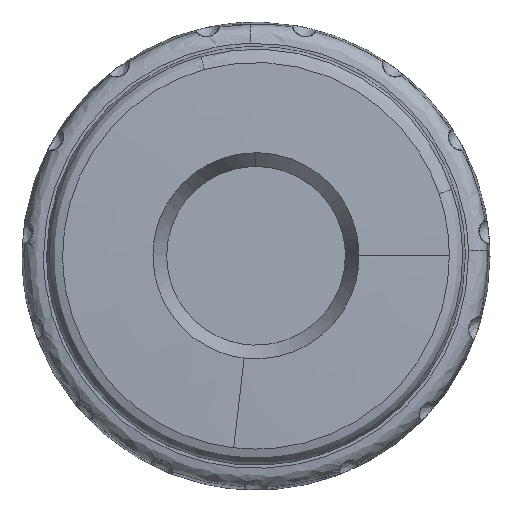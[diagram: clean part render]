
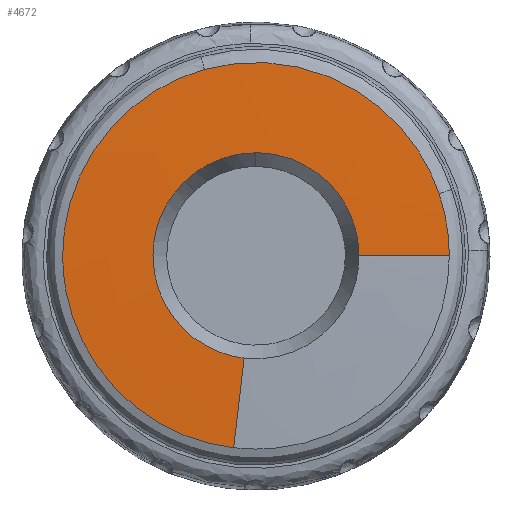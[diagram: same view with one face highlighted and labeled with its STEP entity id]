
A CAD part, top view. The second image highlights one B-rep face of the part: STEP entity #4672.
In plain terms, the highlighted free-form (B-spline) face has degree [2, 2] with [3, 7] control points.
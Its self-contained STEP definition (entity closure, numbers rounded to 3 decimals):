
#730=CARTESIAN_POINT('',(-4.853,5.096,17.938));
#731=VERTEX_POINT('',#730);
#737=CARTESIAN_POINT('',(-7.037,0.0,17.938));
#738=VERTEX_POINT('',#737);
#739=CARTESIAN_POINT('',(-4.853,5.096,17.938));
#740=CARTESIAN_POINT('',(-7.037,3.016,17.938));
#741=CARTESIAN_POINT('',(-7.037,0.0,17.938));
#749=(BOUNDED_CURVE()B_SPLINE_CURVE(2,(#739,#740,#741),.UNSPECIFIED.,.F.,.U.)B_SPLINE_CURVE_WITH_KNOTS((3,3),(0.871,1.0),.UNSPECIFIED.)CURVE()GEOMETRIC_REPRESENTATION_ITEM()RATIONAL_B_SPLINE_CURVE((0.854,0.849,1.0))REPRESENTATION_ITEM(''));
#750=EDGE_CURVE('',#731,#738,#749,.T.);
#752=CARTESIAN_POINT('',(-0.813,-6.99,17.938));
#753=VERTEX_POINT('',#752);
#754=CARTESIAN_POINT('',(-7.037,0.0,17.938));
#755=CARTESIAN_POINT('',(-7.037,-6.266,17.938));
#756=CARTESIAN_POINT('',(-0.813,-6.99,17.938));
#764=(BOUNDED_CURVE()B_SPLINE_CURVE(2,(#754,#755,#756),.UNSPECIFIED.,.F.,.U.)B_SPLINE_CURVE_WITH_KNOTS((3,3),(0.0,0.23),.UNSPECIFIED.)CURVE()GEOMETRIC_REPRESENTATION_ITEM()RATIONAL_B_SPLINE_CURVE((1.0,0.731,0.957))REPRESENTATION_ITEM(''));
#765=EDGE_CURVE('',#738,#753,#764,.T.);
#767=CARTESIAN_POINT('',(7.037,0.0,17.938));
#768=VERTEX_POINT('',#767);
#784=CARTESIAN_POINT('',(-0.061,7.037,17.938));
#785=VERTEX_POINT('',#784);
#786=CARTESIAN_POINT('',(7.037,0.0,17.938));
#787=CARTESIAN_POINT('',(7.037,7.037,17.938));
#788=CARTESIAN_POINT('',(0.,7.037,17.938));
#789=CARTESIAN_POINT('',(-0.031,7.037,17.938));
#790=CARTESIAN_POINT('',(-0.061,7.037,17.938));
#798=(BOUNDED_CURVE()B_SPLINE_CURVE(2,(#786,#787,#788,#789,#790),.UNSPECIFIED.,.F.,.U.)B_SPLINE_CURVE_WITH_KNOTS((3,2,3),(0.5,0.75,0.752),.UNSPECIFIED.)CURVE()GEOMETRIC_REPRESENTATION_ITEM()RATIONAL_B_SPLINE_CURVE((1.0,0.707,1.0,0.998,0.996))REPRESENTATION_ITEM(''));
#799=EDGE_CURVE('',#768,#785,#798,.T.);
#871=CARTESIAN_POINT('',(-0.061,7.037,17.938));
#872=CARTESIAN_POINT('',(-2.84,7.012,17.938));
#873=CARTESIAN_POINT('',(-4.853,5.096,17.938));
#881=(BOUNDED_CURVE()B_SPLINE_CURVE(2,(#871,#872,#873),.UNSPECIFIED.,.F.,.U.)B_SPLINE_CURVE_WITH_KNOTS((3,3),(0.752,0.871),.UNSPECIFIED.)CURVE()GEOMETRIC_REPRESENTATION_ITEM()RATIONAL_B_SPLINE_CURVE((0.996,0.858,0.854))REPRESENTATION_ITEM(''));
#882=EDGE_CURVE('',#785,#731,#881,.T.);
#3496=CARTESIAN_POINT('',(-3.515,12.726,17.782));
#3497=VERTEX_POINT('',#3496);
#3511=CARTESIAN_POINT('',(12.504,4.237,17.782));
#3512=VERTEX_POINT('',#3511);
#3513=CARTESIAN_POINT('',(-3.515,12.726,17.782));
#3514=CARTESIAN_POINT('',(-1.79,13.202,17.782));
#3515=CARTESIAN_POINT('',(0.0,13.202,17.782));
#3516=CARTESIAN_POINT('',(9.466,13.202,17.782));
#3517=CARTESIAN_POINT('',(12.504,4.237,17.782));
#3525=(BOUNDED_CURVE()B_SPLINE_CURVE(2,(#3513,#3514,#3515,#3516,#3517),.UNSPECIFIED.,.F.,.U.)B_SPLINE_CURVE_WITH_KNOTS((3,2,3),(0.205,0.25,0.445),.UNSPECIFIED.)CURVE()GEOMETRIC_REPRESENTATION_ITEM()RATIONAL_B_SPLINE_CURVE((0.913,0.947,1.0,0.771,0.9))REPRESENTATION_ITEM(''));
#3526=EDGE_CURVE('',#3497,#3512,#3525,.T.);
#3585=CARTESIAN_POINT('',(13.202,0.0,17.782));
#3586=VERTEX_POINT('',#3585);
#3587=CARTESIAN_POINT('',(12.504,4.237,17.782));
#3588=CARTESIAN_POINT('',(13.202,2.176,17.782));
#3589=CARTESIAN_POINT('',(13.202,0.0,17.782));
#3597=(BOUNDED_CURVE()B_SPLINE_CURVE(2,(#3587,#3588,#3589),.UNSPECIFIED.,.F.,.U.)B_SPLINE_CURVE_WITH_KNOTS((3,3),(0.445,0.5),.UNSPECIFIED.)CURVE()GEOMETRIC_REPRESENTATION_ITEM()RATIONAL_B_SPLINE_CURVE((0.9,0.936,1.0))REPRESENTATION_ITEM(''));
#3598=EDGE_CURVE('',#3512,#3586,#3597,.T.);
#3600=CARTESIAN_POINT('',(-1.524,-13.114,17.782));
#3601=VERTEX_POINT('',#3600);
#3617=CARTESIAN_POINT('',(-13.202,0.0,17.782));
#3618=VERTEX_POINT('',#3617);
#3619=CARTESIAN_POINT('',(-1.524,-13.114,17.782));
#3620=CARTESIAN_POINT('',(-13.202,-11.757,17.782));
#3621=CARTESIAN_POINT('',(-13.202,0.0,17.782));
#3629=(BOUNDED_CURVE()B_SPLINE_CURVE(2,(#3619,#3620,#3621),.UNSPECIFIED.,.F.,.U.)B_SPLINE_CURVE_WITH_KNOTS((3,3),(0.77,1.0),.UNSPECIFIED.)CURVE()GEOMETRIC_REPRESENTATION_ITEM()RATIONAL_B_SPLINE_CURVE((0.957,0.731,1.0))REPRESENTATION_ITEM(''));
#3630=EDGE_CURVE('',#3601,#3618,#3629,.T.);
#3632=CARTESIAN_POINT('',(-13.202,0.0,17.782));
#3633=CARTESIAN_POINT('',(-13.202,10.05,17.782));
#3634=CARTESIAN_POINT('',(-3.515,12.726,17.782));
#3642=(BOUNDED_CURVE()B_SPLINE_CURVE(2,(#3632,#3633,#3634),.UNSPECIFIED.,.F.,.U.)B_SPLINE_CURVE_WITH_KNOTS((3,3),(0.0,0.205),.UNSPECIFIED.)CURVE()GEOMETRIC_REPRESENTATION_ITEM()RATIONAL_B_SPLINE_CURVE((1.0,0.76,0.913))REPRESENTATION_ITEM(''));
#3643=EDGE_CURVE('',#3618,#3497,#3642,.T.);
#4607=CARTESIAN_POINT('',(-1.56,-13.421,17.772));
#4608=CARTESIAN_POINT('',(-1.169,-10.054,17.886));
#4609=CARTESIAN_POINT('',(-0.777,-6.685,17.943));
#4610=CARTESIAN_POINT('',(-13.511,-12.032,17.772));
#4611=CARTESIAN_POINT('',(-10.121,-9.013,17.886));
#4612=CARTESIAN_POINT('',(-6.73,-5.993,17.943));
#4613=CARTESIAN_POINT('',(-13.511,0.0,17.772));
#4614=CARTESIAN_POINT('',(-10.121,0.0,17.886));
#4615=CARTESIAN_POINT('',(-6.73,0.0,17.943));
#4616=CARTESIAN_POINT('',(-13.511,13.511,17.772));
#4617=CARTESIAN_POINT('',(-10.121,10.121,17.886));
#4618=CARTESIAN_POINT('',(-6.73,6.73,17.943));
#4619=CARTESIAN_POINT('',(0.0,13.511,17.772));
#4620=CARTESIAN_POINT('',(0.0,10.121,17.886));
#4621=CARTESIAN_POINT('',(0.0,6.73,17.943));
#4622=CARTESIAN_POINT('',(13.511,13.511,17.772));
#4623=CARTESIAN_POINT('',(10.121,10.121,17.886));
#4624=CARTESIAN_POINT('',(6.73,6.73,17.943));
#4625=CARTESIAN_POINT('',(13.511,0.0,17.772));
#4626=CARTESIAN_POINT('',(10.121,0.0,17.886));
#4627=CARTESIAN_POINT('',(6.73,0.0,17.943));
#4635=(BOUNDED_SURFACE()B_SPLINE_SURFACE(2,2,((#4607,#4610,#4613,#4616,#4619,#4622,#4625),(#4608,#4611,#4614,#4617,#4620,#4623,#4626),(#4609,#4612,#4615,#4618,#4621,#4624,#4627)),.UNSPECIFIED.,.F.,.F.,.U.)B_SPLINE_SURFACE_WITH_KNOTS((3,3),(3,2,2,3),(0.,6.807),(0.0,20.595,42.982,65.368),.UNSPECIFIED.)GEOMETRIC_REPRESENTATION_ITEM()RATIONAL_B_SPLINE_SURFACE(((0.944,0.721,0.986,0.698,0.986,0.698,0.986),(0.947,0.723,0.99,0.7,0.99,0.7,0.99),(0.95,0.726,0.993,0.702,0.993,0.702,0.993)))REPRESENTATION_ITEM('')SURFACE());
#4636=ORIENTED_EDGE('',*,*,#765,.F.);
#4637=ORIENTED_EDGE('',*,*,#750,.F.);
#4638=ORIENTED_EDGE('',*,*,#882,.F.);
#4639=ORIENTED_EDGE('',*,*,#799,.F.);
#4640=CARTESIAN_POINT('',(13.202,0.0,17.782));
#4641=CARTESIAN_POINT('',(10.12,0.0,17.884));
#4642=CARTESIAN_POINT('',(7.037,0.0,17.938));
#4650=(BOUNDED_CURVE()B_SPLINE_CURVE(2,(#4640,#4641,#4642),.UNSPECIFIED.,.F.,.U.)B_SPLINE_CURVE_WITH_KNOTS((3,3),(0.988,0.994),.UNSPECIFIED.)CURVE()GEOMETRIC_REPRESENTATION_ITEM()RATIONAL_B_SPLINE_CURVE((0.987,0.99,0.993))REPRESENTATION_ITEM(''));
#4651=EDGE_CURVE('',#3586,#768,#4650,.T.);
#4652=ORIENTED_EDGE('',*,*,#4651,.F.);
#4653=ORIENTED_EDGE('',*,*,#3598,.F.);
#4654=ORIENTED_EDGE('',*,*,#3526,.F.);
#4655=ORIENTED_EDGE('',*,*,#3643,.F.);
#4656=ORIENTED_EDGE('',*,*,#3630,.F.);
#4657=CARTESIAN_POINT('',(-1.524,-13.114,17.782));
#4658=CARTESIAN_POINT('',(-1.169,-10.053,17.884));
#4659=CARTESIAN_POINT('',(-0.813,-6.99,17.938));
#4667=(BOUNDED_CURVE()B_SPLINE_CURVE(2,(#4657,#4658,#4659),.UNSPECIFIED.,.F.,.U.)B_SPLINE_CURVE_WITH_KNOTS((3,3),(0.988,0.994),.UNSPECIFIED.)CURVE()GEOMETRIC_REPRESENTATION_ITEM()RATIONAL_B_SPLINE_CURVE((0.944,0.947,0.95))REPRESENTATION_ITEM(''));
#4668=EDGE_CURVE('',#3601,#753,#4667,.T.);
#4669=ORIENTED_EDGE('',*,*,#4668,.T.);
#4670=EDGE_LOOP('',(#4636,#4637,#4638,#4639,#4652,#4653,#4654,#4655,#4656,#4669));
#4671=FACE_OUTER_BOUND('',#4670,.T.);
#4672=ADVANCED_FACE('',(#4671),#4635,.T.);
